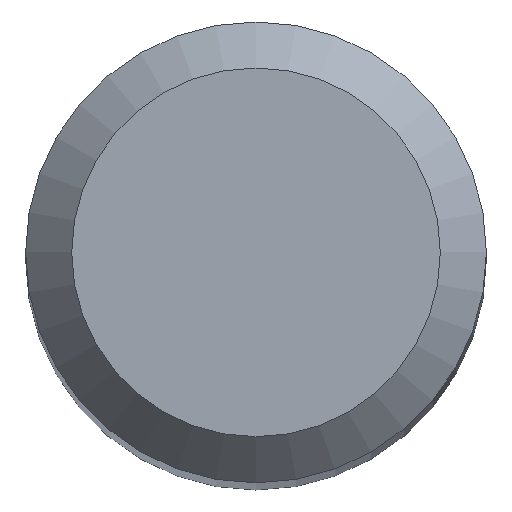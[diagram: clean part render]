
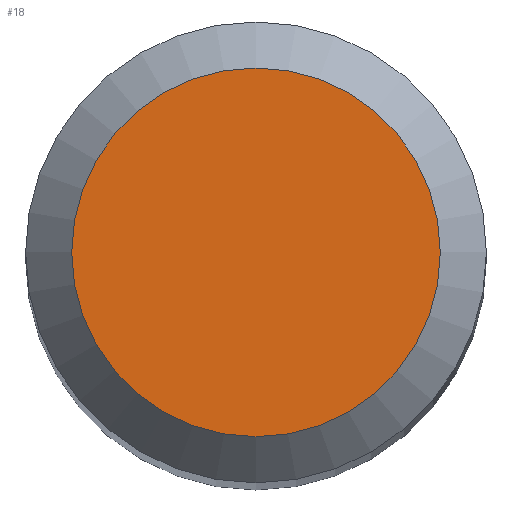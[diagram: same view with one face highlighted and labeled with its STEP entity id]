
A CAD part, top view. The second image highlights one B-rep face of the part: STEP entity #18.
In plain terms, the highlighted planar face has unit normal (0, 0, 1).
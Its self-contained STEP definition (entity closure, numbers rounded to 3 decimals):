
#12 = VERTEX_POINT ( 'NONE', #66 ) ;
#18 = ADVANCED_FACE ( 'NONE', ( #89 ), #166, .F. ) ;
#26 = CIRCLE ( 'NONE', #150, 1.2 ) ;
#41 = DIRECTION ( 'NONE',  ( 0., 1., 0. ) ) ;
#58 = EDGE_LOOP ( 'NONE', ( #67 ) ) ;
#66 = CARTESIAN_POINT ( 'NONE',  ( 0., 1.2, 38. ) ) ;
#67 = ORIENTED_EDGE ( 'NONE', *, *, #102, .F. ) ;
#78 = DIRECTION ( 'NONE',  ( 0., 0., -1. ) ) ;
#89 = FACE_OUTER_BOUND ( 'NONE', #58, .T. ) ;
#102 = EDGE_CURVE ( 'NONE', #12, #12, #26, .T. ) ;
#115 = CARTESIAN_POINT ( 'NONE',  ( 0., 0., 38. ) ) ;
#117 = DIRECTION ( 'NONE',  ( 0., 1., 0. ) ) ;
#137 = DIRECTION ( 'NONE',  ( 0., 0., -1. ) ) ;
#140 = CARTESIAN_POINT ( 'NONE',  ( 0., 0., 38. ) ) ;
#150 = AXIS2_PLACEMENT_3D ( 'NONE', #115, #78, #41 ) ;
#166 = PLANE ( 'NONE',  #188 ) ;
#188 = AXIS2_PLACEMENT_3D ( 'NONE', #140, #137, #117 ) ;
